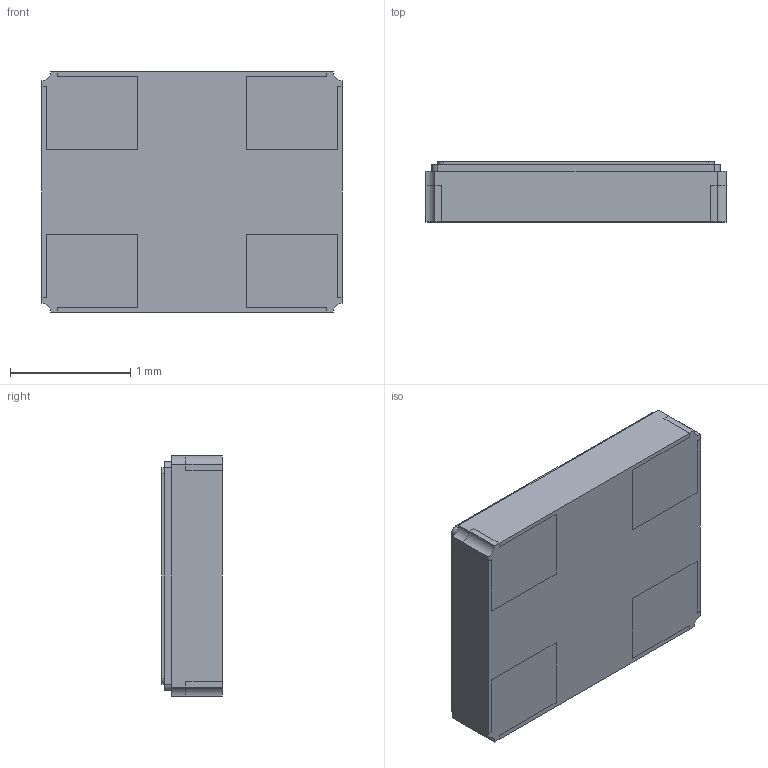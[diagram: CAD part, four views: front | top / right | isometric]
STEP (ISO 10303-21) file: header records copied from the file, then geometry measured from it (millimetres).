
FILE_DESCRIPTION (( 'STEP AP214' ), '1' );
FILE_NAME ('ECS-160-10-36-JGN-TR.STEP', '2020-11-15T11:01:51', ( '' ), ( '' ), 'SwSTEP 2.0', 'SolidWorks 2017', '' );
FILE_SCHEMA (( 'AUTOMOTIVE_DESIGN' ));
Length unit declared in the file: millimetre
Products named in the file (1): ECS-160-10-36-JGN-TR
Bounding box: 2.5 x 0.5 x 2 mm (x, y, z)
Volume: 2.4 mm3; surface area: 24.5 mm2
Topology: 5 solids, 5 shells, 100 faces, 264 edges, 176 vertices
Faces by surface type: plane 84, cylinder 16
Entity records: 3339 total; most frequent: CARTESIAN_POINT 541, ORIENTED_EDGE 528, DIRECTION 498, EDGE_CURVE 264, LINE 232, VECTOR 232, VERTEX_POINT 176, AXIS2_PLACEMENT_3D 133
